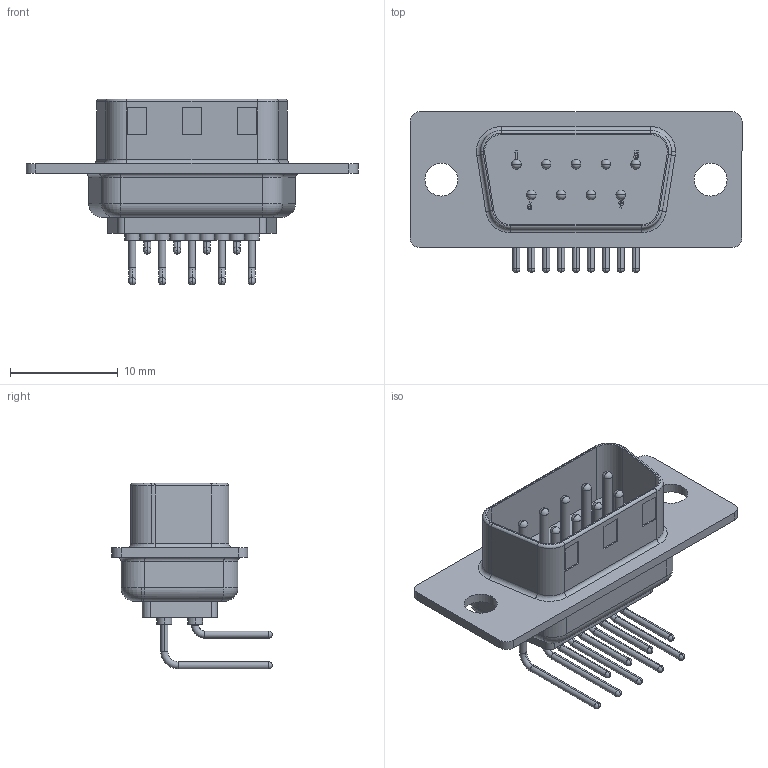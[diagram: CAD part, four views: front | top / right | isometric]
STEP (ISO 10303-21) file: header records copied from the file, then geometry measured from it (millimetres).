
FILE_DESCRIPTION (( 'STEP AP214' ), '1' );
FILE_NAME ('173-009-112.STEP', '2007-09-30T03:01:14', ( 'Tom Plaven' ), ( 'Anapro Tech' ), 'SwSTEP 2.0', 'SolidWorks 2007', '' );
FILE_SCHEMA (( 'AUTOMOTIVE_DESIGN' ));
Length unit declared in the file: inch
Products named in the file (1): 173-009-112
Bounding box: 30.81 x 14.87 x 17.23 mm (x, y, z)
Volume: 1430.5 mm3; surface area: 1999.4 mm2
Topology: 1 solids, 1 shells, 321 faces, 740 edges, 464 vertices
Faces by surface type: cylinder 115, plane 108, torus 74, bspline 24
Entity records: 13129 total; most frequent: CARTESIAN_POINT 2910, DIRECTION 1644, ORIENTED_EDGE 1480, EDGE_CURVE 740, AXIS2_PLACEMENT_3D 658, VERTEX_POINT 464, EDGE_LOOP 368, CIRCLE 360
